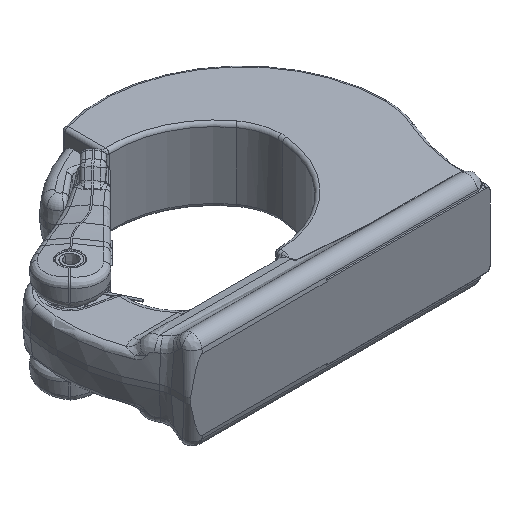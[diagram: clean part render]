
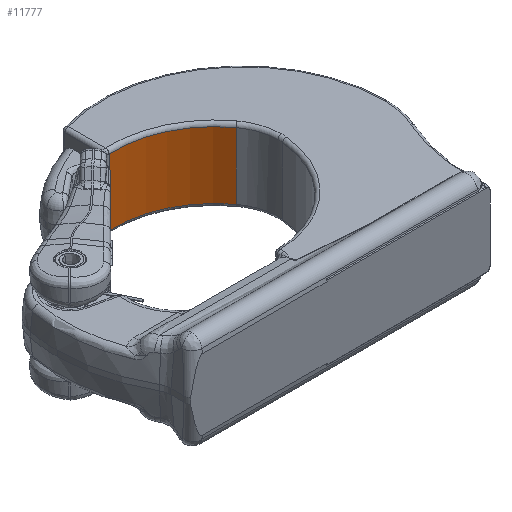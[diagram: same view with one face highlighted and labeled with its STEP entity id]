
A CAD part, isometric view. The second image highlights one B-rep face of the part: STEP entity #11777.
In plain terms, the highlighted cylindrical face has radius 44 mm (diameter 88 mm), a partial arc.
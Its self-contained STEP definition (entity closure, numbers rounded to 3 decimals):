
#291 = VERTEX_POINT ( 'NONE', #37423 ) ;
#333 = CARTESIAN_POINT ( 'NONE',  ( -1.889, 52.52, -14.5 ) ) ;
#556 = ORIENTED_EDGE ( 'NONE', *, *, #2121, .T. ) ;
#2085 = DIRECTION ( 'NONE',  ( 0., 0., -1. ) ) ;
#2121 = EDGE_CURVE ( 'NONE', #14890, #16986, #27366, .T. ) ;
#2335 = ORIENTED_EDGE ( 'NONE', *, *, #37956, .T. ) ;
#3065 = CIRCLE ( 'NONE', #14036, 44. ) ;
#3099 = CARTESIAN_POINT ( 'NONE',  ( 33.498, 78.669, 14.5 ) ) ;
#3342 = DIRECTION ( 'NONE',  ( 1., 0., 0. ) ) ;
#3660 = AXIS2_PLACEMENT_3D ( 'NONE', #30281, #27224, #12815 ) ;
#3801 = CARTESIAN_POINT ( 'NONE',  ( -4.179, 96.46, 14.5 ) ) ;
#4291 = CIRCLE ( 'NONE', #3660, 44. ) ;
#5281 = DIRECTION ( 'NONE',  ( 0., 0., -1. ) ) ;
#5295 = LINE ( 'NONE', #14217, #5806 ) ;
#5806 = VECTOR ( 'NONE', #17049, 1000. ) ;
#6458 = CARTESIAN_POINT ( 'NONE',  ( -4.179, 96.46, -14.5 ) ) ;
#7168 = VERTEX_POINT ( 'NONE', #21208 ) ;
#7321 = ORIENTED_EDGE ( 'NONE', *, *, #21687, .F. ) ;
#7404 = DIRECTION ( 'NONE',  ( 1., 0., 0. ) ) ;
#7601 = EDGE_CURVE ( 'NONE', #7168, #18659, #4291, .T. ) ;
#9166 = CYLINDRICAL_SURFACE ( 'NONE', #34541, 44. ) ;
#9455 = DIRECTION ( 'NONE',  ( -1., 0., 0. ) ) ;
#9648 = ORIENTED_EDGE ( 'NONE', *, *, #32726, .F. ) ;
#9956 = ORIENTED_EDGE ( 'NONE', *, *, #31441, .T. ) ;
#11662 = DIRECTION ( 'NONE',  ( 0., 0., -1. ) ) ;
#11777 = ADVANCED_FACE ( 'NONE', ( #21099 ), #9166, .F. ) ;
#12815 = DIRECTION ( 'NONE',  ( 1., 0., 0. ) ) ;
#14036 = AXIS2_PLACEMENT_3D ( 'NONE', #17117, #38396, #7404 ) ;
#14217 = CARTESIAN_POINT ( 'NONE',  ( 33.498, 78.669, 10. ) ) ;
#14589 = CARTESIAN_POINT ( 'NONE',  ( -21.014, 92.146, 10. ) ) ;
#14890 = VERTEX_POINT ( 'NONE', #3801 ) ;
#15102 = CARTESIAN_POINT ( 'NONE',  ( -1.889, 52.52, 14.5 ) ) ;
#16986 = VERTEX_POINT ( 'NONE', #28590 ) ;
#17049 = DIRECTION ( 'NONE',  ( 0., 0., -1. ) ) ;
#17117 = CARTESIAN_POINT ( 'NONE',  ( -1.889, 52.52, 1.2 ) ) ;
#17754 = CARTESIAN_POINT ( 'NONE',  ( 33.498, 78.669, -14.5 ) ) ;
#18659 = VERTEX_POINT ( 'NONE', #20379 ) ;
#18973 = DIRECTION ( 'NONE',  ( 0., 0., -1. ) ) ;
#20172 = ORIENTED_EDGE ( 'NONE', *, *, #7601, .T. ) ;
#20379 = CARTESIAN_POINT ( 'NONE',  ( -4.179, 96.46, -1.2 ) ) ;
#20628 = CIRCLE ( 'NONE', #28409, 44. ) ;
#21058 = LINE ( 'NONE', #14589, #25880 ) ;
#21099 = FACE_OUTER_BOUND ( 'NONE', #30686, .T. ) ;
#21208 = CARTESIAN_POINT ( 'NONE',  ( -21.014, 92.146, -1.2 ) ) ;
#21290 = DIRECTION ( 'NONE',  ( 0., 0., -1. ) ) ;
#21687 = EDGE_CURVE ( 'NONE', #291, #16986, #3065, .T. ) ;
#21978 = CIRCLE ( 'NONE', #37502, 44. ) ;
#23949 = DIRECTION ( 'NONE',  ( -1., 0., 0. ) ) ;
#24446 = VERTEX_POINT ( 'NONE', #6458 ) ;
#24625 = DIRECTION ( 'NONE',  ( 0., 0., 1. ) ) ;
#24760 = VERTEX_POINT ( 'NONE', #17754 ) ;
#25880 = VECTOR ( 'NONE', #5281, 1000. ) ;
#27224 = DIRECTION ( 'NONE',  ( 0., 0., -1. ) ) ;
#27366 = LINE ( 'NONE', #30214, #30625 ) ;
#27587 = CARTESIAN_POINT ( 'NONE',  ( -1.889, 52.52, 10. ) ) ;
#28409 = AXIS2_PLACEMENT_3D ( 'NONE', #333, #18973, #9455 ) ;
#28590 = CARTESIAN_POINT ( 'NONE',  ( -4.179, 96.46, 1.2 ) ) ;
#30214 = CARTESIAN_POINT ( 'NONE',  ( -4.179, 96.46, 10. ) ) ;
#30281 = CARTESIAN_POINT ( 'NONE',  ( -1.889, 52.52, -1.2 ) ) ;
#30625 = VECTOR ( 'NONE', #21290, 1000. ) ;
#30686 = EDGE_LOOP ( 'NONE', ( #9648, #9956, #556, #7321, #33260, #20172, #35958, #2335 ) ) ;
#31441 = EDGE_CURVE ( 'NONE', #34109, #14890, #21978, .T. ) ;
#31624 = EDGE_CURVE ( 'NONE', #291, #7168, #21058, .T. ) ;
#32124 = EDGE_CURVE ( 'NONE', #18659, #24446, #32932, .T. ) ;
#32726 = EDGE_CURVE ( 'NONE', #34109, #24760, #5295, .T. ) ;
#32736 = CARTESIAN_POINT ( 'NONE',  ( -4.179, 96.46, 10. ) ) ;
#32932 = LINE ( 'NONE', #32736, #34874 ) ;
#33260 = ORIENTED_EDGE ( 'NONE', *, *, #31624, .T. ) ;
#34109 = VERTEX_POINT ( 'NONE', #3099 ) ;
#34541 = AXIS2_PLACEMENT_3D ( 'NONE', #27587, #2085, #23949 ) ;
#34874 = VECTOR ( 'NONE', #11662, 1000. ) ;
#35958 = ORIENTED_EDGE ( 'NONE', *, *, #32124, .T. ) ;
#37423 = CARTESIAN_POINT ( 'NONE',  ( -21.014, 92.146, 1.2 ) ) ;
#37502 = AXIS2_PLACEMENT_3D ( 'NONE', #15102, #24625, #3342 ) ;
#37956 = EDGE_CURVE ( 'NONE', #24446, #24760, #20628, .T. ) ;
#38396 = DIRECTION ( 'NONE',  ( 0., 0., -1. ) ) ;
